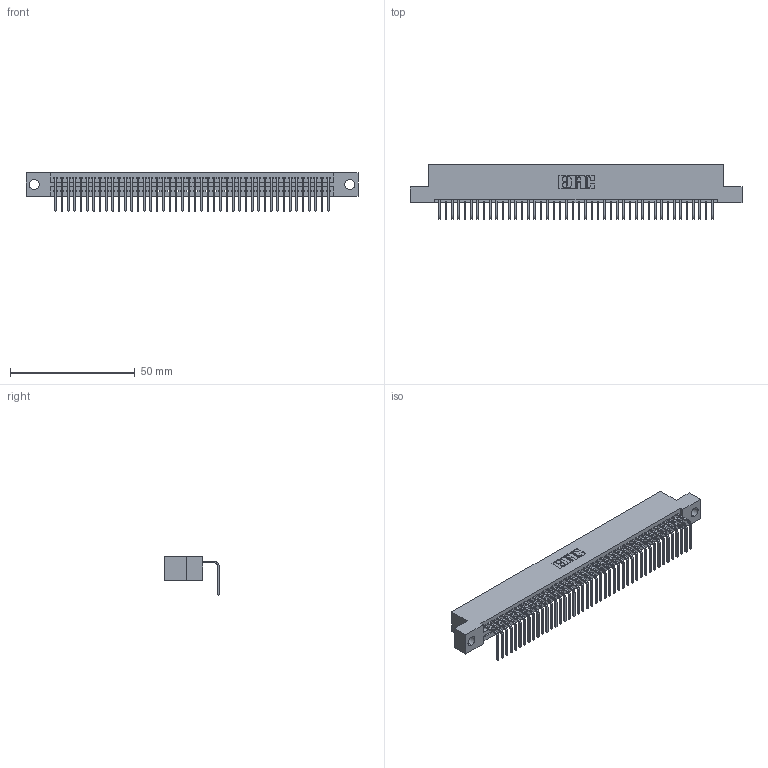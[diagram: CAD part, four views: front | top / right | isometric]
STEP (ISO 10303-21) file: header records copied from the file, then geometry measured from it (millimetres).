
FILE_DESCRIPTION (( 'STEP AP203' ), '1' );
FILE_NAME ('345-044-558-104.STEP', '2021-06-09T16:50:09', ( '' ), ( '' ), 'SwSTEP 2.0', 'SolidWorks 2020', '' );
FILE_SCHEMA (( 'CONFIG_CONTROL_DESIGN' ));
Length unit declared in the file: inch
Products named in the file (3): 345-292-001_558 Tail - 2; 345 Part_Flush Mounting Lugs - 0.156 Dia-TI; 345-044-558-104
Assembly tree (45 placements, depth 2):
  345-044-558-104
    345 Part_Flush Mounting Lugs - 0.156 Dia-TI
    345-292-001_558 Tail - 2  x44
Bounding box: 132.97 x 21.83 x 15.37 mm (x, y, z)
Volume: 12686.6 mm3; surface area: 17590.4 mm2
Topology: 45 solids, 45 shells, 2780 faces, 8385 edges, 5530 vertices
Faces by surface type: plane 1942, cylinder 838
Entity records: 33349 total; most frequent: CARTESIAN_POINT 5786, ORIENTED_EDGE 5762, DIRECTION 5049, EDGE_CURVE 2881, VECTOR 2573, LINE 2573, VERTEX_POINT 1918, AXIS2_PLACEMENT_3D 1238
